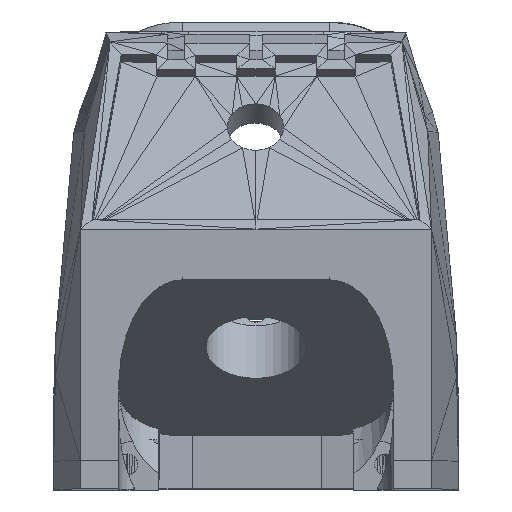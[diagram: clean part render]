
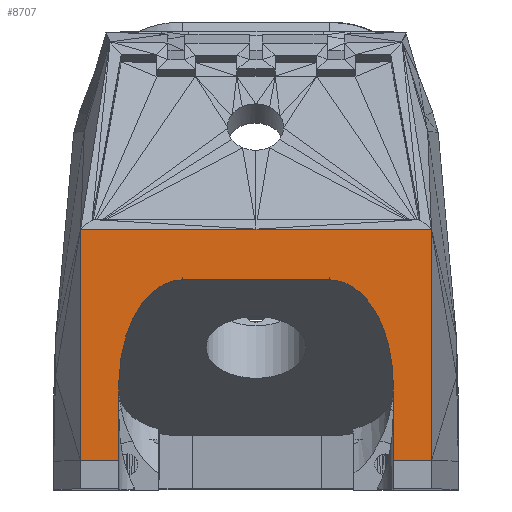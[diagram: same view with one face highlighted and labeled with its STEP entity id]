
A CAD part, front view. The second image highlights one B-rep face of the part: STEP entity #8707.
In plain terms, the highlighted planar face has unit normal (0, -1, 0).
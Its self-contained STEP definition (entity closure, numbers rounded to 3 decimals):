
#111=ELLIPSE('',#9400,15.424,9.5);
#112=ELLIPSE('',#9401,15.424,9.5);
#364=FACE_OUTER_BOUND('',#942,.T.);
#942=EDGE_LOOP('',(#6281,#6282,#6283,#6284,#6285,#6286,#6287,#6288,#6289,
#6290,#6291));
#1737=LINE('',#16024,#2837);
#1741=LINE('',#16033,#2841);
#1742=LINE('',#16035,#2842);
#1743=LINE('',#16037,#2843);
#1744=LINE('',#16039,#2844);
#1745=LINE('',#16041,#2845);
#1746=LINE('',#16043,#2846);
#1747=LINE('',#16045,#2847);
#1748=LINE('',#16047,#2848);
#2837=VECTOR('',#10705,10.);
#2841=VECTOR('',#10711,10.);
#2842=VECTOR('',#10712,10.378);
#2843=VECTOR('',#10713,10.378);
#2844=VECTOR('',#10714,10.378);
#2845=VECTOR('',#10715,10.378);
#2846=VECTOR('',#10716,10.378);
#2847=VECTOR('',#10717,10.378);
#2848=VECTOR('',#10718,10.);
#3927=VERTEX_POINT('',#16022);
#3928=VERTEX_POINT('',#16023);
#3931=VERTEX_POINT('',#16031);
#3932=VERTEX_POINT('',#16032);
#3933=VERTEX_POINT('',#16034);
#3934=VERTEX_POINT('',#16036);
#3935=VERTEX_POINT('',#16038);
#3936=VERTEX_POINT('',#16040);
#3937=VERTEX_POINT('',#16042);
#3938=VERTEX_POINT('',#16044);
#3939=VERTEX_POINT('',#16046);
#4745=EDGE_CURVE('',#3927,#3928,#1737,.T.);
#4749=EDGE_CURVE('',#3931,#3932,#1741,.T.);
#4750=EDGE_CURVE('',#3932,#3933,#1742,.T.);
#4751=EDGE_CURVE('',#3934,#3933,#1743,.T.);
#4752=EDGE_CURVE('',#3935,#3934,#1744,.T.);
#4753=EDGE_CURVE('',#3936,#3935,#1745,.T.);
#4754=EDGE_CURVE('',#3936,#3937,#1746,.T.);
#4755=EDGE_CURVE('',#3938,#3937,#1747,.T.);
#4756=EDGE_CURVE('',#3938,#3939,#1748,.T.);
#4757=EDGE_CURVE('',#3939,#3927,#111,.T.);
#4758=EDGE_CURVE('',#3928,#3931,#112,.T.);
#6281=ORIENTED_EDGE('',*,*,#4749,.T.);
#6282=ORIENTED_EDGE('',*,*,#4750,.T.);
#6283=ORIENTED_EDGE('',*,*,#4751,.F.);
#6284=ORIENTED_EDGE('',*,*,#4752,.F.);
#6285=ORIENTED_EDGE('',*,*,#4753,.F.);
#6286=ORIENTED_EDGE('',*,*,#4754,.T.);
#6287=ORIENTED_EDGE('',*,*,#4755,.F.);
#6288=ORIENTED_EDGE('',*,*,#4756,.T.);
#6289=ORIENTED_EDGE('',*,*,#4757,.T.);
#6290=ORIENTED_EDGE('',*,*,#4745,.T.);
#6291=ORIENTED_EDGE('',*,*,#4758,.T.);
#8156=PLANE('',#9399);
#8707=ADVANCED_FACE('',(#364),#8156,.T.);
#9399=AXIS2_PLACEMENT_3D('',#16030,#10709,#10710);
#9400=AXIS2_PLACEMENT_3D('',#16048,#10719,#10720);
#9401=AXIS2_PLACEMENT_3D('',#16049,#10721,#10722);
#10705=DIRECTION('',(1.,0.,0.));
#10709=DIRECTION('center_axis',(0.,-1.,0.));
#10710=DIRECTION('ref_axis',(-1.,0.,0.));
#10711=DIRECTION('',(0.,0.,-1.));
#10712=DIRECTION('',(1.,0.,0.));
#10713=DIRECTION('',(0.,0.,-1.));
#10714=DIRECTION('',(1.,0.,0.));
#10715=DIRECTION('',(1.,0.,0.));
#10716=DIRECTION('',(0.,0.,-1.));
#10717=DIRECTION('',(-1.,0.,0.));
#10718=DIRECTION('',(0.,0.,1.));
#10719=DIRECTION('center_axis',(0.,1.,0.));
#10720=DIRECTION('ref_axis',(0.,0.,
1.));
#10721=DIRECTION('center_axis',(0.,1.,0.));
#10722=DIRECTION('ref_axis',(0.,0.,1.));
#16022=CARTESIAN_POINT('',(-11.41,-33.522,76.254));
#16023=CARTESIAN_POINT('',(10.59,-33.522,76.254));
#16024=CARTESIAN_POINT('',(-8.035,-33.522,76.254));
#16030=CARTESIAN_POINT('Origin',(-26.659,-33.522,83.844));
#16031=CARTESIAN_POINT('',(20.09,-33.522,60.83));
#16032=CARTESIAN_POINT('',(20.09,-33.522,49.262));
#16033=CARTESIAN_POINT('',(20.09,-33.522,75.548));
#16034=CARTESIAN_POINT('',(25.838,-33.522,49.26));
#16035=CARTESIAN_POINT('',(18.764,-33.522,49.262));
#16036=CARTESIAN_POINT('',(25.838,-33.522,83.844));
#16037=CARTESIAN_POINT('',(25.838,-33.522,83.844));
#16038=CARTESIAN_POINT('',(-0.411,-33.522,83.845));
#16039=CARTESIAN_POINT('',(-0.411,-33.522,83.845));
#16040=CARTESIAN_POINT('',(-26.659,-33.522,83.844));
#16041=CARTESIAN_POINT('',(-26.659,-33.522,83.844));
#16042=CARTESIAN_POINT('',(-26.659,-33.522,49.26));
#16043=CARTESIAN_POINT('',(-26.659,-33.522,83.844));
#16044=CARTESIAN_POINT('',(-20.91,-33.522,49.262));
#16045=CARTESIAN_POINT('',(-26.659,-33.522,49.26));
#16046=CARTESIAN_POINT('',(-20.91,-33.522,60.83));
#16047=CARTESIAN_POINT('',(-20.91,-33.522,82.322));
#16048=CARTESIAN_POINT('Origin',(-11.41,-33.522,60.83));
#16049=CARTESIAN_POINT('Origin',(10.59,-33.522,60.83));
